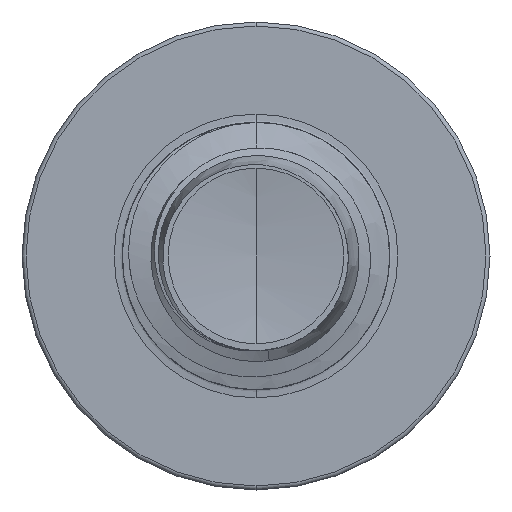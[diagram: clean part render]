
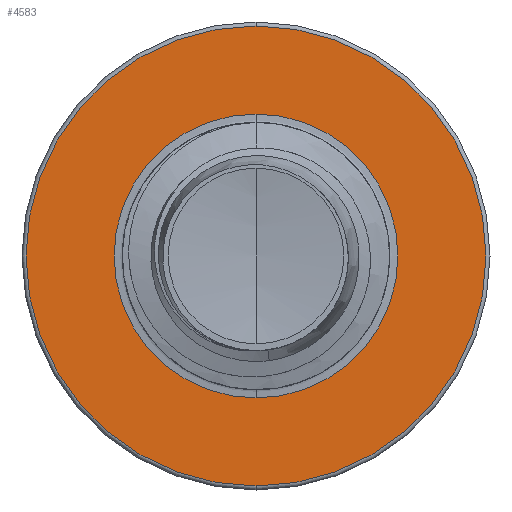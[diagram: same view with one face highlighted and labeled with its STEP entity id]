
A CAD part, front view. The second image highlights one B-rep face of the part: STEP entity #4583.
In plain terms, the highlighted planar face has unit normal (0, -1, 0).
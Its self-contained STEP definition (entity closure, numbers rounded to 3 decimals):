
#892 = DIRECTION ( 'NONE',  ( 0., 0., 1. ) ) ;
#959 = DIRECTION ( 'NONE',  ( 0., 1., 0. ) ) ;
#1028 = CARTESIAN_POINT ( 'NONE',  ( 0., 17.5, 0. ) ) ;
#1436 = DIRECTION ( 'NONE',  ( 0., 0., 1. ) ) ;
#1444 = DIRECTION ( 'NONE',  ( 0., 1., 0. ) ) ;
#1515 = CARTESIAN_POINT ( 'NONE',  ( 0., 17.5, 0. ) ) ;
#1748 = EDGE_CURVE ( 'NONE', #6768, #22320, #23681, .T. ) ;
#2932 = CARTESIAN_POINT ( 'NONE',  ( 0., 17.5, 5.16 ) ) ;
#4171 = CIRCLE ( 'NONE', #8689, 5.16 ) ;
#4583 = ADVANCED_FACE ( 'NONE', ( #11628, #26782 ), #28030, .F. ) ;
#6768 = VERTEX_POINT ( 'NONE', #10822 ) ;
#8104 = AXIS2_PLACEMENT_3D ( 'NONE', #23803, #29472, #27413 ) ;
#8299 = CARTESIAN_POINT ( 'NONE',  ( 0., 17.5, 0. ) ) ;
#8364 = DIRECTION ( 'NONE',  ( 0., 1., 0. ) ) ;
#8416 = DIRECTION ( 'NONE',  ( 0., 0., 1. ) ) ;
#8689 = AXIS2_PLACEMENT_3D ( 'NONE', #8299, #8364, #8416 ) ;
#9104 = ORIENTED_EDGE ( 'NONE', *, *, #27388, .F. ) ;
#9549 = CARTESIAN_POINT ( 'NONE',  ( 0., 17.5, 3.186 ) ) ;
#10822 = CARTESIAN_POINT ( 'NONE',  ( 0., 17.5, -3.186 ) ) ;
#11628 = FACE_OUTER_BOUND ( 'NONE', #21582, .T. ) ;
#12219 = EDGE_CURVE ( 'NONE', #22320, #6768, #29704, .T. ) ;
#12351 = EDGE_CURVE ( 'NONE', #36321, #29462, #34792, .T. ) ;
#18651 = ORIENTED_EDGE ( 'NONE', *, *, #12351, .F. ) ;
#19621 = AXIS2_PLACEMENT_3D ( 'NONE', #1028, #959, #892 ) ;
#19906 = AXIS2_PLACEMENT_3D ( 'NONE', #1515, #1444, #1436 ) ;
#20561 = EDGE_LOOP ( 'NONE', ( #32470, #27493 ) ) ;
#21582 = EDGE_LOOP ( 'NONE', ( #9104, #18651 ) ) ;
#21842 = CARTESIAN_POINT ( 'NONE',  ( 0., 17.5, 0. ) ) ;
#22111 = DIRECTION ( 'NONE',  ( 0., 1., 0. ) ) ;
#22320 = VERTEX_POINT ( 'NONE', #9549 ) ;
#22798 = AXIS2_PLACEMENT_3D ( 'NONE', #21842, #22111, #22879 ) ;
#22879 = DIRECTION ( 'NONE',  ( 0., 0., 1. ) ) ;
#23681 = CIRCLE ( 'NONE', #22798, 3.186 ) ;
#23803 = CARTESIAN_POINT ( 'NONE',  ( 0., 17.5, -3.186 ) ) ;
#26782 = FACE_BOUND ( 'NONE', #20561, .T. ) ;
#27388 = EDGE_CURVE ( 'NONE', #29462, #36321, #4171, .T. ) ;
#27413 = DIRECTION ( 'NONE',  ( 0., 0., 1. ) ) ;
#27493 = ORIENTED_EDGE ( 'NONE', *, *, #1748, .T. ) ;
#28030 = PLANE ( 'NONE',  #8104 ) ;
#29462 = VERTEX_POINT ( 'NONE', #2932 ) ;
#29472 = DIRECTION ( 'NONE',  ( 0., 1., 0. ) ) ;
#29704 = CIRCLE ( 'NONE', #19906, 3.186 ) ;
#32470 = ORIENTED_EDGE ( 'NONE', *, *, #12219, .T. ) ;
#34381 = CARTESIAN_POINT ( 'NONE',  ( 0., 17.5, -5.16 ) ) ;
#34792 = CIRCLE ( 'NONE', #19621, 5.16 ) ;
#36321 = VERTEX_POINT ( 'NONE', #34381 ) ;
